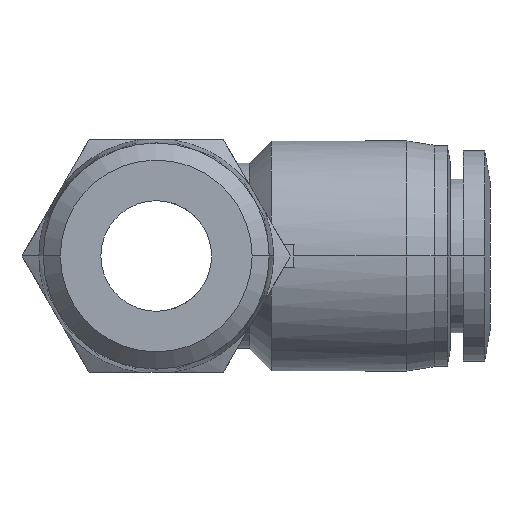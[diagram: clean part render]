
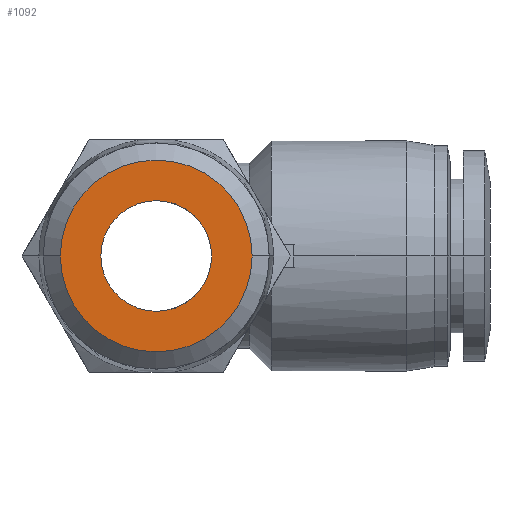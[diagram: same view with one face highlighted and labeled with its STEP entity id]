
A CAD part, front view. The second image highlights one B-rep face of the part: STEP entity #1092.
In plain terms, the highlighted planar face has unit normal (0, -1, 0).
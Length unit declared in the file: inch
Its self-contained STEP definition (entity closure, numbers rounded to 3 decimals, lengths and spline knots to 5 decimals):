
#223 = VERTEX_POINT ( 'NONE', #2365 ) ;
#354 = DIRECTION ( 'NONE',  ( 0., 1., 0. ) ) ;
#424 = DIRECTION ( 'NONE',  ( -1., 0., 0. ) ) ;
#465 = DIRECTION ( 'NONE',  ( 0., -1., 0. ) ) ;
#887 = AXIS2_PLACEMENT_3D ( 'NONE', #1996, #465, #424 ) ;
#1092 = ADVANCED_FACE ( 'NONE', ( #1743, #3803 ), #2960, .T. ) ;
#1115 = DIRECTION ( 'NONE',  ( 0., -1., 0. ) ) ;
#1244 = CARTESIAN_POINT ( 'NONE',  ( 0.19685, -0.7874, 0. ) ) ;
#1373 = VERTEX_POINT ( 'NONE', #3462 ) ;
#1429 = AXIS2_PLACEMENT_3D ( 'NONE', #1575, #1609, #1551 ) ;
#1456 = CARTESIAN_POINT ( 'NONE',  ( -0.34104, -0.7874, 0. ) ) ;
#1551 = DIRECTION ( 'NONE',  ( 1., 0., 0. ) ) ;
#1574 = EDGE_CURVE ( 'NONE', #2362, #1373, #3135, .T. ) ;
#1575 = CARTESIAN_POINT ( 'NONE',  ( -0.17052, -0.7874, 0. ) ) ;
#1609 = DIRECTION ( 'NONE',  ( 0., -1., 0. ) ) ;
#1743 = FACE_BOUND ( 'NONE', #4205, .T. ) ;
#1762 = DIRECTION ( 'NONE',  ( 0., 1., 0. ) ) ;
#1881 = ORIENTED_EDGE ( 'NONE', *, *, #3596, .T. ) ;
#1996 = CARTESIAN_POINT ( 'NONE',  ( 0., -0.7874, 0. ) ) ;
#2170 = EDGE_CURVE ( 'NONE', #223, #4252, #2782, .T. ) ;
#2301 = ORIENTED_EDGE ( 'NONE', *, *, #2416, .T. ) ;
#2362 = VERTEX_POINT ( 'NONE', #1456 ) ;
#2365 = CARTESIAN_POINT ( 'NONE',  ( -0.19685, -0.7874, 0. ) ) ;
#2416 = EDGE_CURVE ( 'NONE', #1373, #2362, #2997, .T. ) ;
#2677 = CARTESIAN_POINT ( 'NONE',  ( 0., -0.7874, 0. ) ) ;
#2782 = CIRCLE ( 'NONE', #3377, 0.19685 ) ;
#2813 = CIRCLE ( 'NONE', #3730, 0.19685 ) ;
#2960 = PLANE ( 'NONE',  #1429 ) ;
#2997 = CIRCLE ( 'NONE', #3798, 0.34104 ) ;
#3029 = DIRECTION ( 'NONE',  ( -1., 0., 0. ) ) ;
#3135 = CIRCLE ( 'NONE', #887, 0.34104 ) ;
#3377 = AXIS2_PLACEMENT_3D ( 'NONE', #4008, #1762, #4402 ) ;
#3382 = CARTESIAN_POINT ( 'NONE',  ( 0., -0.7874, 0. ) ) ;
#3462 = CARTESIAN_POINT ( 'NONE',  ( 0.34104, -0.7874, 0. ) ) ;
#3596 = EDGE_CURVE ( 'NONE', #4252, #223, #2813, .T. ) ;
#3730 = AXIS2_PLACEMENT_3D ( 'NONE', #2677, #354, #3029 ) ;
#3775 = DIRECTION ( 'NONE',  ( -1., 0., 0. ) ) ;
#3798 = AXIS2_PLACEMENT_3D ( 'NONE', #3382, #1115, #3775 ) ;
#3803 = FACE_OUTER_BOUND ( 'NONE', #4389, .T. ) ;
#4008 = CARTESIAN_POINT ( 'NONE',  ( 0., -0.7874, 0. ) ) ;
#4205 = EDGE_LOOP ( 'NONE', ( #4482, #1881 ) ) ;
#4252 = VERTEX_POINT ( 'NONE', #1244 ) ;
#4328 = ORIENTED_EDGE ( 'NONE', *, *, #1574, .T. ) ;
#4389 = EDGE_LOOP ( 'NONE', ( #4328, #2301 ) ) ;
#4402 = DIRECTION ( 'NONE',  ( -1., 0., 0. ) ) ;
#4482 = ORIENTED_EDGE ( 'NONE', *, *, #2170, .T. ) ;
